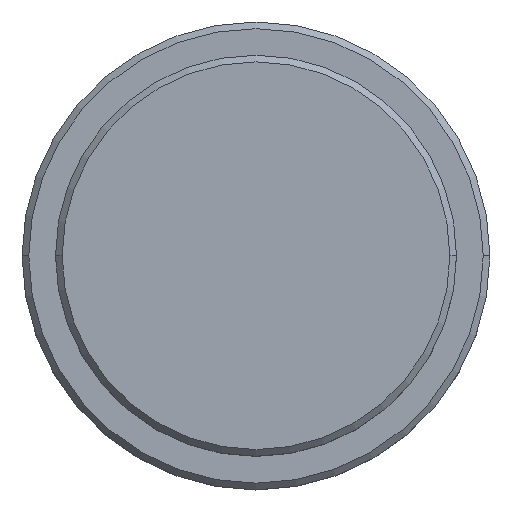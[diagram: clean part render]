
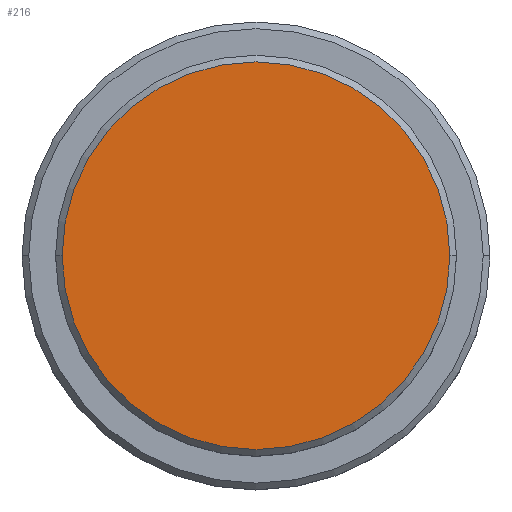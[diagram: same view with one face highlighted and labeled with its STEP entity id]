
A CAD part, top view. The second image highlights one B-rep face of the part: STEP entity #216.
In plain terms, the highlighted planar face has unit normal (0, 0, 1).
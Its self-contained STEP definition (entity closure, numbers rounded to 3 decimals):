
#83 = PLANE ( 'NONE',  #121 ) ;
#121 = AXIS2_PLACEMENT_3D ( 'NONE', #1177, #536, #756 ) ;
#155 = VERTEX_POINT ( 'NONE', #927 ) ;
#216 = ADVANCED_FACE ( 'NONE', ( #1296 ), #83, .T. ) ;
#259 = VERTEX_POINT ( 'NONE', #544 ) ;
#323 = CARTESIAN_POINT ( 'NONE',  ( 0., 0., 0. ) ) ;
#410 = DIRECTION ( 'NONE',  ( 1., 0., 0. ) ) ;
#536 = DIRECTION ( 'NONE',  ( 0., 0., 1. ) ) ;
#544 = CARTESIAN_POINT ( 'NONE',  ( -14.5, 0., 0. ) ) ;
#567 = DIRECTION ( 'NONE',  ( 0., 0., 1. ) ) ;
#684 = EDGE_LOOP ( 'NONE', ( #952, #728 ) ) ;
#728 = ORIENTED_EDGE ( 'NONE', *, *, #835, .T. ) ;
#756 = DIRECTION ( 'NONE',  ( 1., 0., 0. ) ) ;
#759 = AXIS2_PLACEMENT_3D ( 'NONE', #323, #922, #410 ) ;
#835 = EDGE_CURVE ( 'NONE', #155, #259, #1206, .T. ) ;
#875 = CARTESIAN_POINT ( 'NONE',  ( 0., 0., 0. ) ) ;
#922 = DIRECTION ( 'NONE',  ( 0., 0., 1. ) ) ;
#927 = CARTESIAN_POINT ( 'NONE',  ( 14.5, 0., 0. ) ) ;
#952 = ORIENTED_EDGE ( 'NONE', *, *, #1193, .T. ) ;
#1177 = CARTESIAN_POINT ( 'NONE',  ( 0., 0., 0. ) ) ;
#1193 = EDGE_CURVE ( 'NONE', #259, #155, #1274, .T. ) ;
#1206 = CIRCLE ( 'NONE', #759, 14.5 ) ;
#1274 = CIRCLE ( 'NONE', #1347, 14.5 ) ;
#1296 = FACE_OUTER_BOUND ( 'NONE', #684, .T. ) ;
#1309 = DIRECTION ( 'NONE',  ( 1., 0., 0. ) ) ;
#1347 = AXIS2_PLACEMENT_3D ( 'NONE', #875, #567, #1309 ) ;
